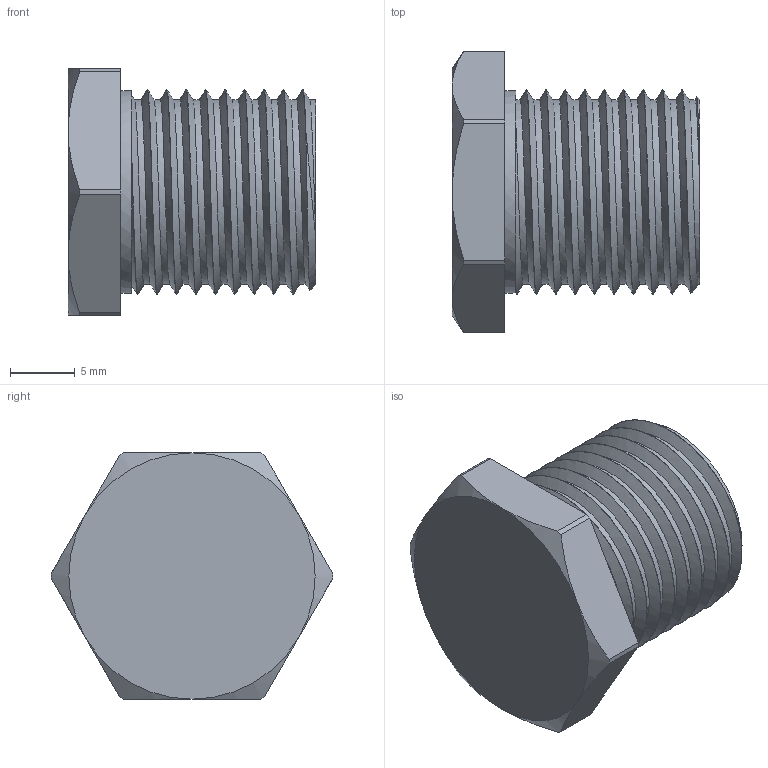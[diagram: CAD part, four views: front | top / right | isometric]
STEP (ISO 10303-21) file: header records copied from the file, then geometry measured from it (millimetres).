
FILE_DESCRIPTION(/* description */ ('Verschlusschraube sechskant Ex M 16x1,5'),/* implementation_level */ '2;1');
FILE_NAME(/* name */ 'RX190164-RST.stp',/* time_stamp */ '2021-03-29T10:22:31+02:00',/* author */ ('sl'),/* organization */ (''),/* preprocessor_version */ 'ST-DEVELOPER v16.5',/* originating_system */ 'Autodesk Inventor 2017',/* authorisation */ '');
FILE_SCHEMA (('AUTOMOTIVE_DESIGN { 1 0 10303 214 3 1 1 }'));
Length unit declared in the file: millimetre
Products named in the file (1): RX190164
Bounding box: 19.11 x 21.72 x 19 mm (x, y, z)
Volume: 2560.8 mm3; surface area: 2387.2 mm2
Topology: 1 solids, 1 shells, 32 faces, 75 edges, 46 vertices
Faces by surface type: plane 11, cylinder 10, cone 9, bspline 2
Full cylindrical faces by diameter (mm): 10.97 x1, 15.62 x1
Entity records: 2660 total; most frequent: CARTESIAN_POINT 1951, DIRECTION 142, ORIENTED_EDGE 138, EDGE_CURVE 69, AXIS2_PLACEMENT_3D 62, VERTEX_POINT 44, EDGE_LOOP 37, FACE_OUTER_BOUND 32
